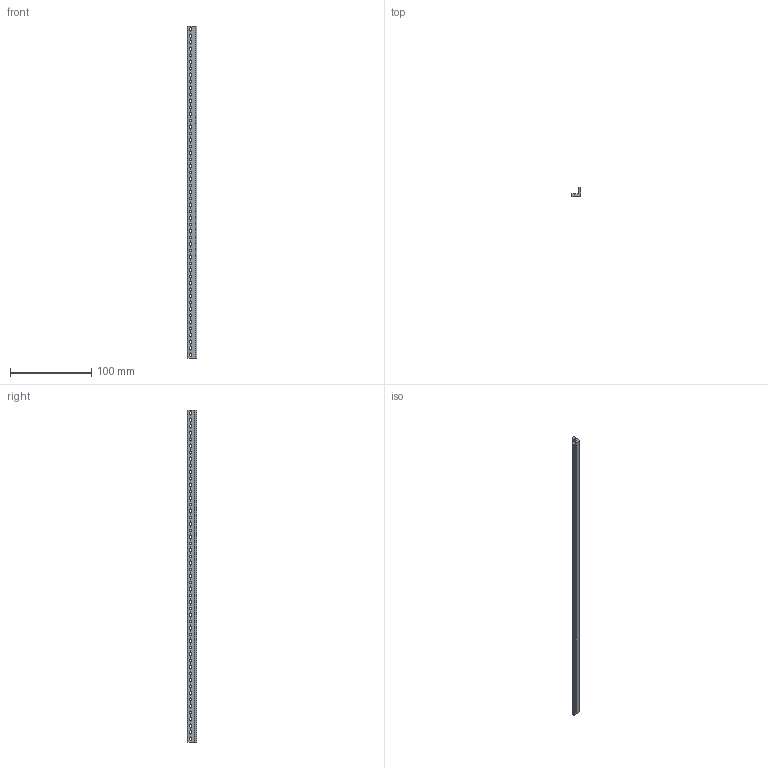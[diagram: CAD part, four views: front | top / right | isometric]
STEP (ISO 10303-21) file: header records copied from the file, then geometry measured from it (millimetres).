
FILE_DESCRIPTION (( 'STEP AP203' ), '1' );
FILE_NAME ('REV-41-1704.STEP', '2019-07-12T00:06:02', ( '' ), ( '' ), 'SwSTEP 2.0', 'SolidWorks 2018', '' );
FILE_SCHEMA (( 'CONFIG_CONTROL_DESIGN' ));
Length unit declared in the file: millimetre
Products named in the file (1): REV-41-1704
Bounding box: 11.5 x 11.5 x 408 mm (x, y, z)
Volume: 21225.9 mm3; surface area: 19558.1 mm2
Topology: 1 solids, 1 shells, 1324 faces, 4476 edges, 2950 vertices
Faces by surface type: cylinder 891, plane 433
Entity records: 53669 total; most frequent: CARTESIAN_POINT 19767, ORIENTED_EDGE 8952, DIRECTION 5134, EDGE_CURVE 4476, VERTEX_POINT 2950, AXIS2_PLACEMENT_3D 1781, B_SPLINE_CURVE_WITH_KNOTS 1632, VECTOR 1572
